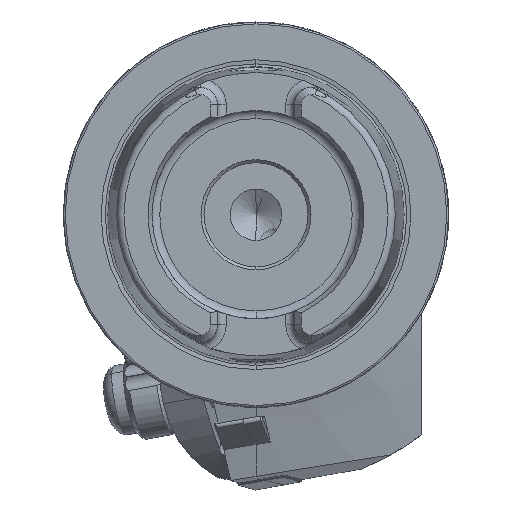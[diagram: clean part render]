
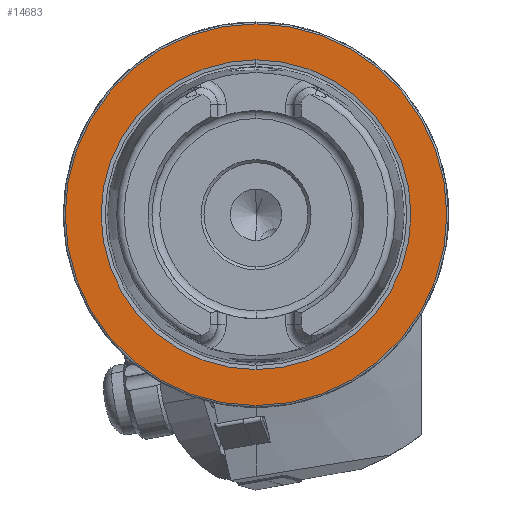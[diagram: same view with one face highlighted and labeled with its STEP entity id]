
A CAD part, left-side view. The second image highlights one B-rep face of the part: STEP entity #14683.
In plain terms, the highlighted planar face has unit normal (-1, 0, 0).
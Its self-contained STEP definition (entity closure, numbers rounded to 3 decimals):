
#301 = CARTESIAN_POINT ( 'NONE',  ( 0., 0., 0. ) ) ;
#1080 = AXIS2_PLACEMENT_3D ( 'NONE', #14439, #7648, #1350 ) ;
#1350 = DIRECTION ( 'NONE',  ( 0., 0., -1. ) ) ;
#1779 = ORIENTED_EDGE ( 'NONE', *, *, #8999, .F. ) ;
#2134 = CIRCLE ( 'NONE', #8938, 25.324 ) ;
#2303 = AXIS2_PLACEMENT_3D ( 'NONE', #12773, #7288, #8835 ) ;
#2914 = CARTESIAN_POINT ( 'NONE',  ( 0., 0., -31.2 ) ) ;
#3806 = FACE_BOUND ( 'NONE', #15362, .T. ) ;
#3997 = EDGE_CURVE ( 'NONE', #16998, #9824, #6571, .T. ) ;
#4139 = CIRCLE ( 'NONE', #14967, 25.324 ) ;
#4217 = DIRECTION ( 'NONE',  ( 0., 0., 1. ) ) ;
#5612 = AXIS2_PLACEMENT_3D ( 'NONE', #301, #14646, #13725 ) ;
#6278 = CARTESIAN_POINT ( 'NONE',  ( 0., 0., -25.324 ) ) ;
#6571 = CIRCLE ( 'NONE', #2303, 31.2 ) ;
#7288 = DIRECTION ( 'NONE',  ( -1., 0., 0. ) ) ;
#7648 = DIRECTION ( 'NONE',  ( 1., 0., 0. ) ) ;
#7797 = CARTESIAN_POINT ( 'NONE',  ( 0., 0., 0. ) ) ;
#8835 = DIRECTION ( 'NONE',  ( 0., 0., 1. ) ) ;
#8916 = DIRECTION ( 'NONE',  ( -1., 0., 0. ) ) ;
#8938 = AXIS2_PLACEMENT_3D ( 'NONE', #7797, #8916, #10487 ) ;
#8999 = EDGE_CURVE ( 'NONE', #11827, #9792, #2134, .T. ) ;
#9405 = CIRCLE ( 'NONE', #5612, 31.2 ) ;
#9792 = VERTEX_POINT ( 'NONE', #12704 ) ;
#9824 = VERTEX_POINT ( 'NONE', #15346 ) ;
#10101 = EDGE_CURVE ( 'NONE', #9792, #11827, #4139, .T. ) ;
#10487 = DIRECTION ( 'NONE',  ( 0., 0., 1. ) ) ;
#10510 = PLANE ( 'NONE',  #1080 ) ;
#10901 = CARTESIAN_POINT ( 'NONE',  ( 0., 0., 0. ) ) ;
#11443 = EDGE_LOOP ( 'NONE', ( #13126, #11464 ) ) ;
#11464 = ORIENTED_EDGE ( 'NONE', *, *, #3997, .T. ) ;
#11827 = VERTEX_POINT ( 'NONE', #6278 ) ;
#12207 = EDGE_CURVE ( 'NONE', #9824, #16998, #9405, .T. ) ;
#12260 = FACE_OUTER_BOUND ( 'NONE', #11443, .T. ) ;
#12704 = CARTESIAN_POINT ( 'NONE',  ( 0., 0., 25.324 ) ) ;
#12773 = CARTESIAN_POINT ( 'NONE',  ( 0., 0., 0. ) ) ;
#13126 = ORIENTED_EDGE ( 'NONE', *, *, #12207, .T. ) ;
#13725 = DIRECTION ( 'NONE',  ( 0., 0., 1. ) ) ;
#14439 = CARTESIAN_POINT ( 'NONE',  ( 0., 31.2, 0. ) ) ;
#14646 = DIRECTION ( 'NONE',  ( -1., 0., 0. ) ) ;
#14683 = ADVANCED_FACE ( 'NONE', ( #3806, #12260 ), #10510, .F. ) ;
#14967 = AXIS2_PLACEMENT_3D ( 'NONE', #10901, #16153, #4217 ) ;
#15346 = CARTESIAN_POINT ( 'NONE',  ( 0., 0., 31.2 ) ) ;
#15362 = EDGE_LOOP ( 'NONE', ( #15799, #1779 ) ) ;
#15799 = ORIENTED_EDGE ( 'NONE', *, *, #10101, .F. ) ;
#16153 = DIRECTION ( 'NONE',  ( -1., 0., 0. ) ) ;
#16998 = VERTEX_POINT ( 'NONE', #2914 ) ;
